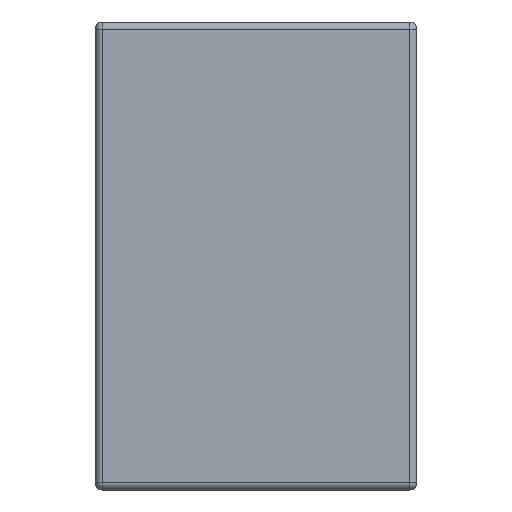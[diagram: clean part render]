
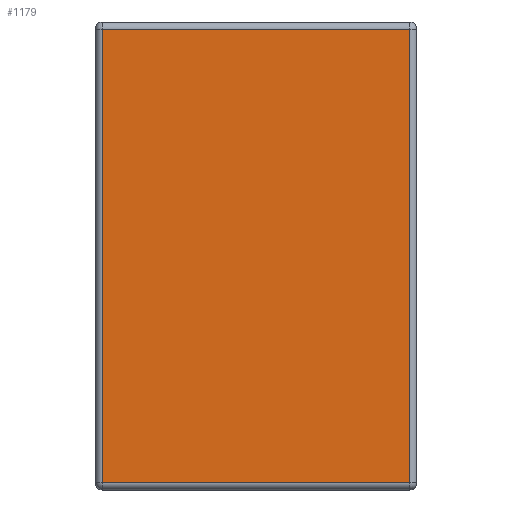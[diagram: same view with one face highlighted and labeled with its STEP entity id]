
A CAD part, left-side view. The second image highlights one B-rep face of the part: STEP entity #1179.
In plain terms, the highlighted planar face has unit normal (-1, 0, 0).
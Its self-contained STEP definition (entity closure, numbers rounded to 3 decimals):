
#456 = DIRECTION ( 'NONE',  ( 0., 0., 1. ) ) ;
#457 = VECTOR ( 'NONE', #456, 1000. ) ;
#458 = CARTESIAN_POINT ( 'NONE',  ( -2.25, 0.05, 1.6 ) ) ;
#459 = LINE ( 'NONE', #458, #457 ) ;
#461 = CARTESIAN_POINT ( 'NONE',  ( -2.25, 0.05, -1.55 ) ) ;
#462 = DIRECTION ( 'NONE',  ( 0., -1., 0. ) ) ;
#463 = VECTOR ( 'NONE', #462, 1000. ) ;
#464 = CARTESIAN_POINT ( 'NONE',  ( -2.25, 2.2, -1.55 ) ) ;
#465 = LINE ( 'NONE', #464, #463 ) ;
#466 = DIRECTION ( 'NONE',  ( 0., 0., -1. ) ) ;
#467 = VECTOR ( 'NONE', #466, 1000. ) ;
#468 = CARTESIAN_POINT ( 'NONE',  ( -2.25, 2.15, 1.6 ) ) ;
#469 = LINE ( 'NONE', #468, #467 ) ;
#482 = FACE_OUTER_BOUND ( 'NONE', #1180, .T. ) ;
#516 = CARTESIAN_POINT ( 'NONE',  ( -2.25, 2.15, -1.55 ) ) ;
#517 = CARTESIAN_POINT ( 'NONE',  ( -2.25, 2.15, 1.55 ) ) ;
#518 = CARTESIAN_POINT ( 'NONE',  ( -2.25, 0.05, 1.55 ) ) ;
#519 = DIRECTION ( 'NONE',  ( 0., 1., 0. ) ) ;
#520 = VECTOR ( 'NONE', #519, 1000. ) ;
#521 = CARTESIAN_POINT ( 'NONE',  ( -2.25, 2.2, 1.55 ) ) ;
#522 = LINE ( 'NONE', #521, #520 ) ;
#523 = DIRECTION ( 'NONE',  ( 0., 0., -1. ) ) ;
#524 = DIRECTION ( 'NONE',  ( 1., 0., 0. ) ) ;
#525 = CARTESIAN_POINT ( 'NONE',  ( -2.25, 2.2, 1.6 ) ) ;
#526 = AXIS2_PLACEMENT_3D ( 'NONE', #525, #524, #523 ) ;
#527 = PLANE ( 'NONE',  #526 ) ;
#1159 = EDGE_CURVE ( 'NONE', #1184, #1186, #469, .T. ) ;
#1160 = ORIENTED_EDGE ( 'NONE', *, *, #1161, .T. ) ;
#1161 = EDGE_CURVE ( 'NONE', #1186, #1162, #465, .T. ) ;
#1162 = VERTEX_POINT ( 'NONE', #461 ) ;
#1163 = ORIENTED_EDGE ( 'NONE', *, *, #1164, .T. ) ;
#1164 = EDGE_CURVE ( 'NONE', #1162, #1183, #459, .T. ) ;
#1179 = ADVANCED_FACE ( 'NONE', ( #482 ), #527, .F. ) ;
#1180 = EDGE_LOOP ( 'NONE', ( #1181, #1185, #1160, #1163 ) ) ;
#1181 = ORIENTED_EDGE ( 'NONE', *, *, #1182, .T. ) ;
#1182 = EDGE_CURVE ( 'NONE', #1183, #1184, #522, .T. ) ;
#1183 = VERTEX_POINT ( 'NONE', #518 ) ;
#1184 = VERTEX_POINT ( 'NONE', #517 ) ;
#1185 = ORIENTED_EDGE ( 'NONE', *, *, #1159, .T. ) ;
#1186 = VERTEX_POINT ( 'NONE', #516 ) ;
